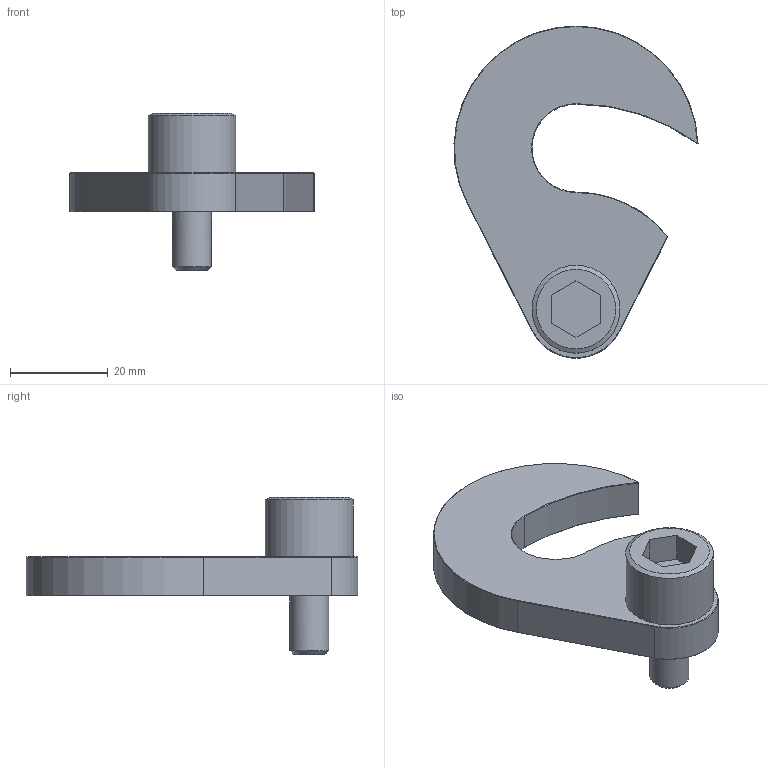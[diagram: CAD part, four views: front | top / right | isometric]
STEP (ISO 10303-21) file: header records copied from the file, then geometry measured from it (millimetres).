
FILE_DESCRIPTION( ( 'Unknown' ), '1' );
FILE_NAME( 'PT24-0850.stp', 'Unknown', ( 'Unknown' ), ( 'Unknown' ), 'XStep 1.0', 'Unknown', ' ' );
FILE_SCHEMA( ( 'CONFIG_CONTROL_DESIGN' ) );
Length unit declared in the file: millimetre
Products named in the file (1): 1
Bounding box: 49.96 x 67.96 x 32.16 mm (x, y, z)
Volume: 17842.6 mm3; surface area: 6720.5 mm2
Topology: 1 solids, 1 shells, 42 faces, 89 edges, 52 vertices
Faces by surface type: plane 23, cone 12, cylinder 7
Full cylindrical faces by diameter (mm): 8 x1, 18 x1
Entity records: 1109 total; most frequent: DIRECTION 195, CARTESIAN_POINT 176, ORIENTED_EDGE 166, EDGE_CURVE 83, AXIS2_PLACEMENT_3D 69, LINE 57, VECTOR 57, VERTEX_POINT 50
